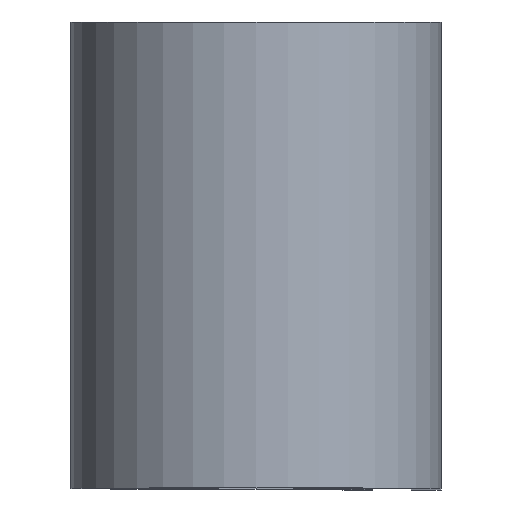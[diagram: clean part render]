
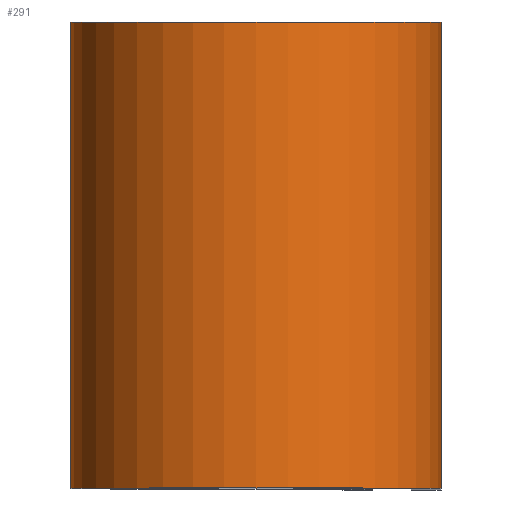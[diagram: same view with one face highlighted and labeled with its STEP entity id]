
A CAD part, top view. The second image highlights one B-rep face of the part: STEP entity #291.
In plain terms, the highlighted cylindrical face has radius 7.569 mm (diameter 15.138 mm), a partial arc.
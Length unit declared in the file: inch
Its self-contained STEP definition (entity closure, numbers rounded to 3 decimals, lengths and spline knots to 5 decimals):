
#44 = VERTEX_POINT ( 'NONE', #412 ) ;
#54 = ORIENTED_EDGE ( 'NONE', *, *, #120, .T. ) ;
#68 = DIRECTION ( 'NONE',  ( 1., 0., 0. ) ) ;
#73 = ORIENTED_EDGE ( 'NONE', *, *, #682, .F. ) ;
#93 = ORIENTED_EDGE ( 'NONE', *, *, #860, .F. ) ;
#98 = CARTESIAN_POINT ( 'NONE',  ( -0.298, 0.375, 0.5 ) ) ;
#112 = AXIS2_PLACEMENT_3D ( 'NONE', #370, #848, #439 ) ;
#114 = CARTESIAN_POINT ( 'NONE',  ( 0., 0.375, 0.5 ) ) ;
#120 = EDGE_CURVE ( 'NONE', #152, #141, #142, .T. ) ;
#141 = VERTEX_POINT ( 'NONE', #296 ) ;
#142 = LINE ( 'NONE', #98, #300 ) ;
#152 = VERTEX_POINT ( 'NONE', #499 ) ;
#161 = DIRECTION ( 'NONE',  ( 0., -1., 0. ) ) ;
#291 = ADVANCED_FACE ( 'NONE', ( #859 ), #846, .T. ) ;
#296 = CARTESIAN_POINT ( 'NONE',  ( -0.298, -0.375, 0.5 ) ) ;
#300 = VECTOR ( 'NONE', #161, 39.37008 ) ;
#340 = CARTESIAN_POINT ( 'NONE',  ( 0.298, 0.375, 0.5 ) ) ;
#357 = AXIS2_PLACEMENT_3D ( 'NONE', #114, #440, #580 ) ;
#370 = CARTESIAN_POINT ( 'NONE',  ( 0., 0.375, 0.5 ) ) ;
#382 = CIRCLE ( 'NONE', #112, 0.298 ) ;
#402 = DIRECTION ( 'NONE',  ( 0., -1., 0. ) ) ;
#412 = CARTESIAN_POINT ( 'NONE',  ( 0.298, 0.375, 0.5 ) ) ;
#435 = CARTESIAN_POINT ( 'NONE',  ( 0.298, -0.375, 0.5 ) ) ;
#439 = DIRECTION ( 'NONE',  ( 1., 0., 0. ) ) ;
#440 = DIRECTION ( 'NONE',  ( 0., -1., 0. ) ) ;
#444 = ORIENTED_EDGE ( 'NONE', *, *, #751, .T. ) ;
#461 = DIRECTION ( 'NONE',  ( 0., 1., 0. ) ) ;
#499 = CARTESIAN_POINT ( 'NONE',  ( -0.298, 0.375, 0.5 ) ) ;
#514 = AXIS2_PLACEMENT_3D ( 'NONE', #862, #461, #68 ) ;
#523 = CIRCLE ( 'NONE', #514, 0.298 ) ;
#531 = LINE ( 'NONE', #340, #868 ) ;
#532 = EDGE_LOOP ( 'NONE', ( #444, #93, #73, #54 ) ) ;
#580 = DIRECTION ( 'NONE',  ( 0., 0., -1. ) ) ;
#629 = VERTEX_POINT ( 'NONE', #435 ) ;
#682 = EDGE_CURVE ( 'NONE', #152, #44, #382, .T. ) ;
#751 = EDGE_CURVE ( 'NONE', #141, #629, #523, .T. ) ;
#846 = CYLINDRICAL_SURFACE ( 'NONE', #357, 0.298 ) ;
#848 = DIRECTION ( 'NONE',  ( 0., 1., 0. ) ) ;
#859 = FACE_OUTER_BOUND ( 'NONE', #532, .T. ) ;
#860 = EDGE_CURVE ( 'NONE', #44, #629, #531, .T. ) ;
#862 = CARTESIAN_POINT ( 'NONE',  ( 0., -0.375, 0.5 ) ) ;
#868 = VECTOR ( 'NONE', #402, 39.37008 ) ;
